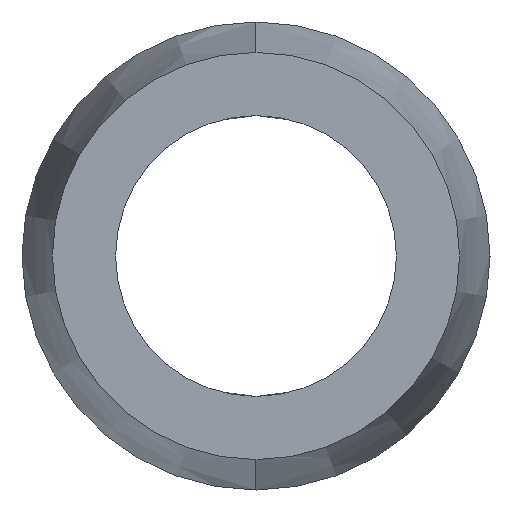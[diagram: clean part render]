
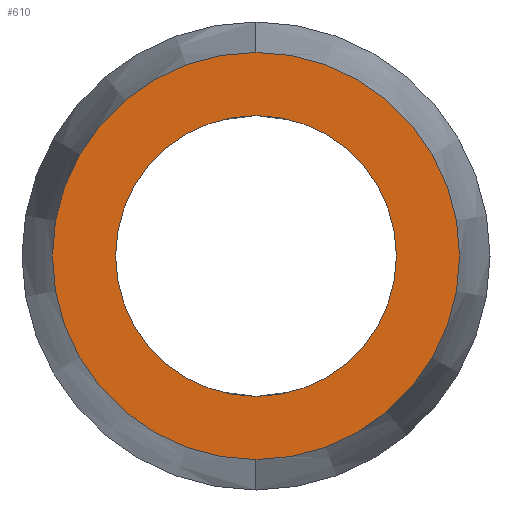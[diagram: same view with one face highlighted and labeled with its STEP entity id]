
A CAD part, left-side view. The second image highlights one B-rep face of the part: STEP entity #610.
In plain terms, the highlighted planar face has unit normal (-1, 0, 0).
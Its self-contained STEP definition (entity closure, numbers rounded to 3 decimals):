
#11 = DIRECTION ( 'NONE',  ( 0., 0., 1. ) ) ;
#29 = AXIS2_PLACEMENT_3D ( 'NONE', #134, #136, #180 ) ;
#40 = ORIENTED_EDGE ( 'NONE', *, *, #511, .F. ) ;
#41 = EDGE_CURVE ( 'NONE', #140, #278, #306, .T. ) ;
#46 = VERTEX_POINT ( 'NONE', #340 ) ;
#56 = VERTEX_POINT ( 'NONE', #483 ) ;
#93 = DIRECTION ( 'NONE',  ( -1., 0., 0. ) ) ;
#112 = DIRECTION ( 'NONE',  ( -1., 0., 0. ) ) ;
#123 = EDGE_LOOP ( 'NONE', ( #405, #282 ) ) ;
#134 = CARTESIAN_POINT ( 'NONE',  ( -30., 0., 0. ) ) ;
#136 = DIRECTION ( 'NONE',  ( -1., 0., 0. ) ) ;
#138 = DIRECTION ( 'NONE',  ( 0., 0., 1. ) ) ;
#140 = VERTEX_POINT ( 'NONE', #193 ) ;
#152 = CARTESIAN_POINT ( 'NONE',  ( -30., 0., 0. ) ) ;
#154 = FACE_BOUND ( 'NONE', #235, .T. ) ;
#156 = AXIS2_PLACEMENT_3D ( 'NONE', #246, #240, #11 ) ;
#180 = DIRECTION ( 'NONE',  ( 0., 0., 1. ) ) ;
#183 = ORIENTED_EDGE ( 'NONE', *, *, #370, .F. ) ;
#193 = CARTESIAN_POINT ( 'NONE',  ( -30., 0., -4.35 ) ) ;
#235 = EDGE_LOOP ( 'NONE', ( #183, #40 ) ) ;
#240 = DIRECTION ( 'NONE',  ( -1., 0., 0. ) ) ;
#246 = CARTESIAN_POINT ( 'NONE',  ( -30., 0., 0. ) ) ;
#278 = VERTEX_POINT ( 'NONE', #550 ) ;
#282 = ORIENTED_EDGE ( 'NONE', *, *, #573, .T. ) ;
#297 = CIRCLE ( 'NONE', #29, 3. ) ;
#298 = CARTESIAN_POINT ( 'NONE',  ( -30., 4.35, 0. ) ) ;
#306 = CIRCLE ( 'NONE', #156, 4.35 ) ;
#308 = AXIS2_PLACEMENT_3D ( 'NONE', #298, #576, #491 ) ;
#326 = CIRCLE ( 'NONE', #516, 3. ) ;
#340 = CARTESIAN_POINT ( 'NONE',  ( -30., 0., -3. ) ) ;
#370 = EDGE_CURVE ( 'NONE', #46, #56, #326, .T. ) ;
#386 = CIRCLE ( 'NONE', #459, 4.35 ) ;
#405 = ORIENTED_EDGE ( 'NONE', *, *, #41, .T. ) ;
#433 = DIRECTION ( 'NONE',  ( 0., 0., 1. ) ) ;
#459 = AXIS2_PLACEMENT_3D ( 'NONE', #152, #112, #433 ) ;
#478 = PLANE ( 'NONE',  #308 ) ;
#483 = CARTESIAN_POINT ( 'NONE',  ( -30., 0., 3. ) ) ;
#491 = DIRECTION ( 'NONE',  ( 0., 0., -1. ) ) ;
#511 = EDGE_CURVE ( 'NONE', #56, #46, #297, .T. ) ;
#516 = AXIS2_PLACEMENT_3D ( 'NONE', #618, #93, #138 ) ;
#533 = FACE_OUTER_BOUND ( 'NONE', #123, .T. ) ;
#550 = CARTESIAN_POINT ( 'NONE',  ( -30., 0., 4.35 ) ) ;
#573 = EDGE_CURVE ( 'NONE', #278, #140, #386, .T. ) ;
#576 = DIRECTION ( 'NONE',  ( 1., 0., 0. ) ) ;
#610 = ADVANCED_FACE ( 'NONE', ( #154, #533 ), #478, .F. ) ;
#618 = CARTESIAN_POINT ( 'NONE',  ( -30., 0., 0. ) ) ;
